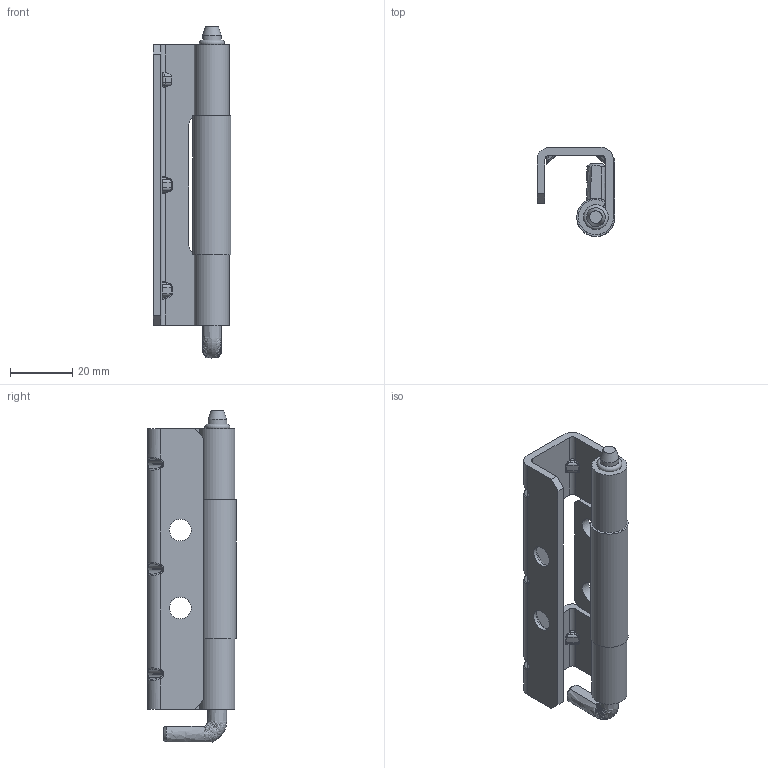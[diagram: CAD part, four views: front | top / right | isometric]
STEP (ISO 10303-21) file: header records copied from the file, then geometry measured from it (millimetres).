
FILE_DESCRIPTION(('STEP AP203'),'1');
FILE_NAME('995.6.3.0.step','2015-01-06T07:51:51',(' '),(' '),'Spatial InterOp 3D',' ',' ');
FILE_SCHEMA(('CONFIG_CONTROL_DESIGN'));
Length unit declared in the file: millimetre
Products named in the file (5): 1; 2; 3; 4; 5
Bounding box: 25 x 28.5 x 106.5 mm (x, y, z)
Volume: 20379.1 mm3; surface area: 17318.1 mm2
Topology: 5 solids, 5 shells, 232 faces, 573 edges, 353 vertices
Faces by surface type: cylinder 92, plane 73, bspline 64, cone 2, torus 1
Full cylindrical faces by diameter (mm): 1 x1, 4 x1, 5 x1, 7 x4
Entity records: 10647 total; most frequent: CARTESIAN_POINT 5155, DIRECTION 1110, ORIENTED_EDGE 1106, EDGE_CURVE 553, AXIS2_PLACEMENT_3D 431, VERTEX_POINT 347, EDGE_LOOP 258, LINE 248
